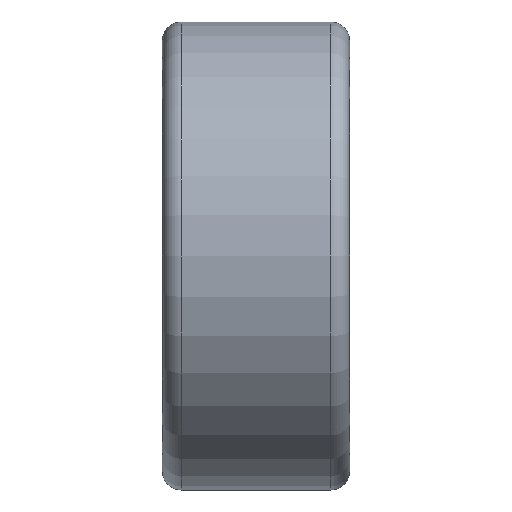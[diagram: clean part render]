
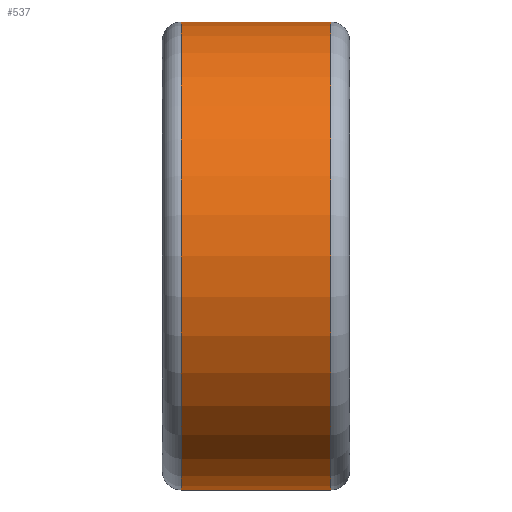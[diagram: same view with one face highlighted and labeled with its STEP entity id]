
A CAD part, front view. The second image highlights one B-rep face of the part: STEP entity #537.
In plain terms, the highlighted cylindrical face has radius 12.5 mm (diameter 25 mm), a partial arc.
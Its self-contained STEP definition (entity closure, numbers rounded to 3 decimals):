
#18 = CARTESIAN_POINT ( 'NONE',  ( 4., 0., 0. ) ) ;
#50 = CARTESIAN_POINT ( 'NONE',  ( -5., 0., -12.5 ) ) ;
#121 = DIRECTION ( 'NONE',  ( -1., 0., 0. ) ) ;
#169 = CARTESIAN_POINT ( 'NONE',  ( -4., 0., 12.5 ) ) ;
#188 = AXIS2_PLACEMENT_3D ( 'NONE', #780, #236, #1001 ) ;
#192 = VERTEX_POINT ( 'NONE', #1040 ) ;
#219 = VERTEX_POINT ( 'NONE', #1161 ) ;
#234 = CYLINDRICAL_SURFACE ( 'NONE', #188, 12.5 ) ;
#236 = DIRECTION ( 'NONE',  ( -1., 0., 0. ) ) ;
#254 = ORIENTED_EDGE ( 'NONE', *, *, #338, .T. ) ;
#278 = ORIENTED_EDGE ( 'NONE', *, *, #606, .T. ) ;
#333 = CARTESIAN_POINT ( 'NONE',  ( 4., 0., 12.5 ) ) ;
#338 = EDGE_CURVE ( 'NONE', #219, #652, #929, .T. ) ;
#362 = VECTOR ( 'NONE', #1255, 1000. ) ;
#378 = CARTESIAN_POINT ( 'NONE',  ( -5., 0., 12.5 ) ) ;
#404 = EDGE_CURVE ( 'NONE', #652, #1350, #693, .T. ) ;
#535 = DIRECTION ( 'NONE',  ( 0., 0., -1. ) ) ;
#537 = ADVANCED_FACE ( 'NONE', ( #1080 ), #234, .T. ) ;
#606 = EDGE_CURVE ( 'NONE', #1350, #192, #1355, .T. ) ;
#642 = VECTOR ( 'NONE', #1144, 1000. ) ;
#652 = VERTEX_POINT ( 'NONE', #333 ) ;
#693 = LINE ( 'NONE', #378, #642 ) ;
#780 = CARTESIAN_POINT ( 'NONE',  ( -5., 0., 0. ) ) ;
#816 = ORIENTED_EDGE ( 'NONE', *, *, #1345, .F. ) ;
#853 = AXIS2_PLACEMENT_3D ( 'NONE', #18, #121, #897 ) ;
#887 = ORIENTED_EDGE ( 'NONE', *, *, #404, .T. ) ;
#897 = DIRECTION ( 'NONE',  ( 0., 0., 1. ) ) ;
#929 = CIRCLE ( 'NONE', #853, 12.5 ) ;
#1001 = DIRECTION ( 'NONE',  ( 0., 0., 1. ) ) ;
#1040 = CARTESIAN_POINT ( 'NONE',  ( -4., 0., -12.5 ) ) ;
#1080 = FACE_OUTER_BOUND ( 'NONE', #1254, .T. ) ;
#1144 = DIRECTION ( 'NONE',  ( -1., 0., 0. ) ) ;
#1146 = AXIS2_PLACEMENT_3D ( 'NONE', #1280, #1291, #535 ) ;
#1161 = CARTESIAN_POINT ( 'NONE',  ( 4., 0., -12.5 ) ) ;
#1254 = EDGE_LOOP ( 'NONE', ( #816, #254, #887, #278 ) ) ;
#1255 = DIRECTION ( 'NONE',  ( -1., 0., 0. ) ) ;
#1280 = CARTESIAN_POINT ( 'NONE',  ( -4., 0., 0. ) ) ;
#1281 = LINE ( 'NONE', #50, #362 ) ;
#1291 = DIRECTION ( 'NONE',  ( 1., 0., 0. ) ) ;
#1345 = EDGE_CURVE ( 'NONE', #219, #192, #1281, .T. ) ;
#1350 = VERTEX_POINT ( 'NONE', #169 ) ;
#1355 = CIRCLE ( 'NONE', #1146, 12.5 ) ;
